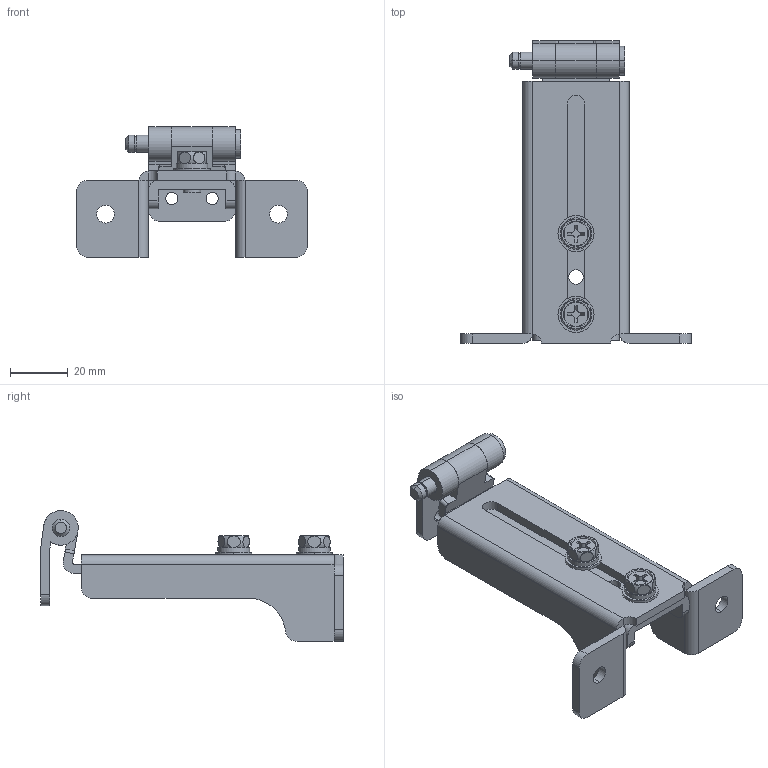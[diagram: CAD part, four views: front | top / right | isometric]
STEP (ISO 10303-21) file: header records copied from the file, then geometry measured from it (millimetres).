
FILE_DESCRIPTION (( 'STEP AP203' ), '1' );
FILE_NAME ('B-77-1.STEP', '2018-04-16T02:44:57', ( '' ), ( '' ), 'SwSTEP 2.0', 'SolidWorks 2014', '' );
FILE_SCHEMA (( 'CONFIG_CONTROL_DESIGN' ));
Length unit declared in the file: millimetre
Products named in the file (9): B-77-0,-1本体__B-77-1; B-77-0,-1ヒンジ_; B-77-0,-1受け_; 廫帤寠晅偒榋妏儃儖僩M6_M6亊12; B-77-0,-1軸_; 僗僾儕儞僌儚僢僔儍乕M6_冇11亊冇6亊t1.6; 暯儚僢僔儍乕M6摿庩_冇12.5亊冇6亊t1.0; B-77-1; 十字穴付六角ねじM6（平W・SW付）_首下12mm
Assembly tree (9 placements, depth 3):
  B-77-1
    B-77-0,-1本体__B-77-1
    B-77-0,-1受け_
    B-77-0,-1ヒンジ_
    B-77-0,-1軸_
    十字穴付六角ねじM6（平W・SW付）_首下12mm  x2
      廫帤寠晅偒榋妏儃儖僩M6_M6亊12
      僗僾儕儞僌儚僢僔儍乕M6_冇11亊冇6亊t1.6
      暯儚僢僔儍乕M6摿庩_冇12.5亊冇6亊t1.0
Bounding box: 80 x 105 x 45.4 mm (x, y, z)
Volume: 41004.5 mm3; surface area: 30808.9 mm2
Topology: 10 solids, 10 shells, 231 faces, 544 edges, 342 vertices
Faces by surface type: plane 118, cylinder 95, torus 12, cone 6
Entity records: 6711 total; most frequent: CARTESIAN_POINT 1257, DIRECTION 1006, ORIENTED_EDGE 888, EDGE_CURVE 444, AXIS2_PLACEMENT_3D 379, VERTEX_POINT 282, VECTOR 248, LINE 248
